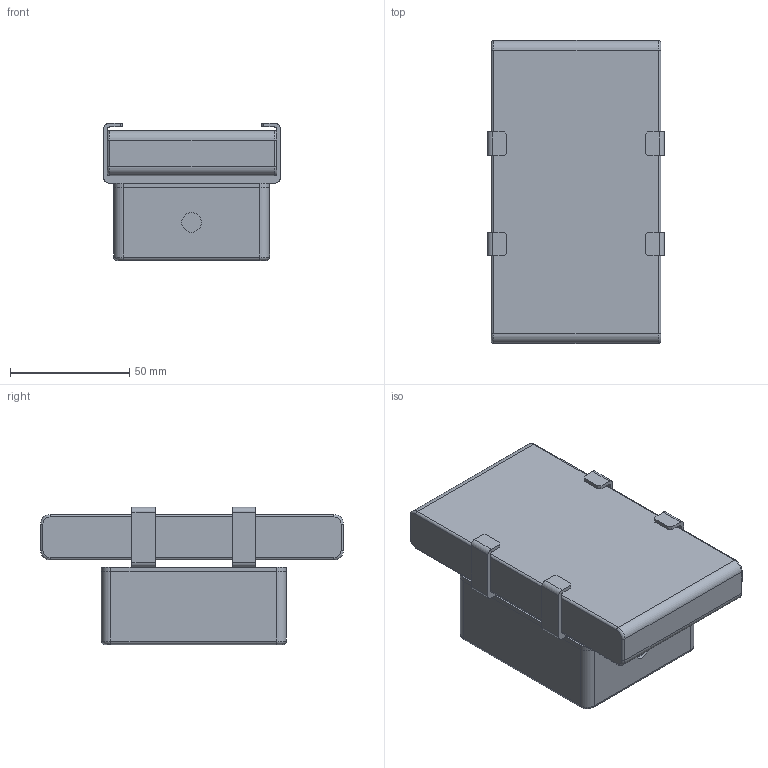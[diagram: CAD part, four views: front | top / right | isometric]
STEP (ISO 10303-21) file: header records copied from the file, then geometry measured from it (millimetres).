
FILE_DESCRIPTION(/* description */ (''),/* implementation_level */ '2;1');
FILE_NAME(/* name */ 'Slider Rework v1 v8_Electronics.step',/* time_stamp */ '2018-03-06T09:29:41-06:00',/* author */ (''),/* organization */ (''),/* preprocessor_version */ 'ST-DEVELOPER v16.13',/* originating_system */ 'Autodesk Translation Framework v6.5.0.72',/* authorisation */ '');
FILE_SCHEMA (('AUTOMOTIVE_DESIGN { 1 0 10303 214 3 1 1 }'));
Length unit declared in the file: millimetre
Products named in the file (5): Slider Rework v1 v8_Electronics; 8xAAA Pack v1; Enclosure; Cover; Battery Brackets
Assembly tree (4 placements, depth 2):
  Slider Rework v1 v8_Electronics
    8xAAA Pack v1
    Enclosure
    Cover
    Battery Brackets
Bounding box: 74 x 127 x 57.5 mm (x, y, z)
Volume: 205024.3 mm3; surface area: 70287.2 mm2
Topology: 5 solids, 5 shells, 240 faces, 613 edges, 394 vertices
Faces by surface type: plane 147, cylinder 77, torus 12, cone 4
Full cylindrical faces by diameter (mm): 2.8 x8, 3 x6, 6.2 x4, 8.2 x1
Entity records: 7433 total; most frequent: DIRECTION 1281, CARTESIAN_POINT 1256, ORIENTED_EDGE 1226, EDGE_CURVE 613, LINE 443, VECTOR 443, AXIS2_PLACEMENT_3D 419, VERTEX_POINT 394
